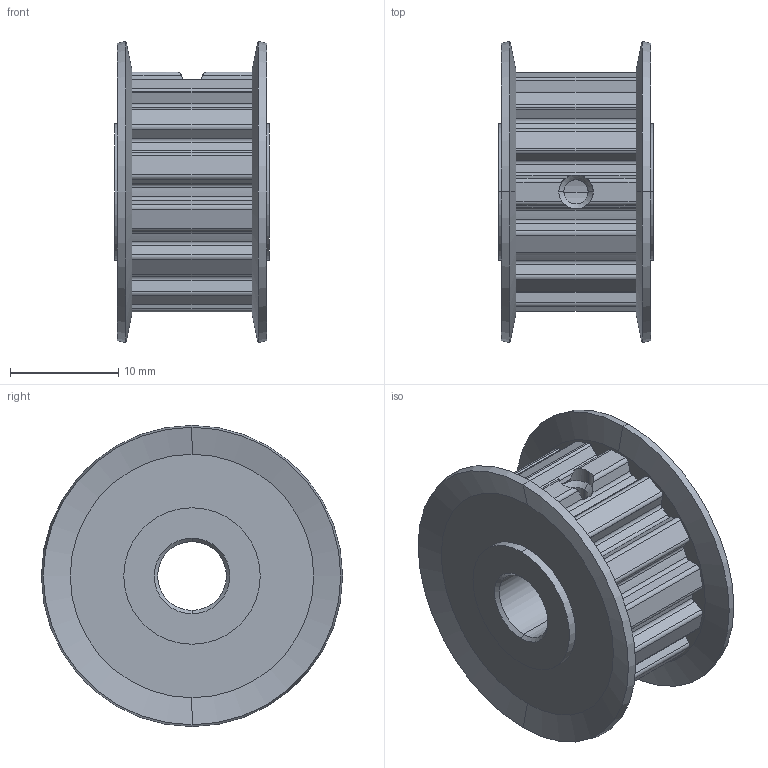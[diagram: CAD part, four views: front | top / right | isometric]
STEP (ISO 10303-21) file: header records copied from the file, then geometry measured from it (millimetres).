
FILE_DESCRIPTION (( 'STEP AP214' ), '1' );
FILE_NAME ('APB14XL037AF-250.step', '2015-04-08T21:03:32', ( '' ), ( '' ), 'SwSTEP 2.0', 'SolidWorks 2014', '' );
FILE_SCHEMA (( 'AUTOMOTIVE_DESIGN' ));
Length unit declared in the file: inch
Products named in the file (1): APB14XL037AF-250
Bounding box: 14.3 x 27.79 x 27.79 mm (x, y, z)
Volume: 4501.3 mm3; surface area: 3222.9 mm2
Topology: 1 solids, 1 shells, 174 faces, 493 edges, 322 vertices
Faces by surface type: cylinder 101, plane 53, cone 20
Entity records: 5891 total; most frequent: CARTESIAN_POINT 1203, DIRECTION 1015, ORIENTED_EDGE 986, EDGE_CURVE 493, AXIS2_PLACEMENT_3D 382, VERTEX_POINT 322, LINE 251, VECTOR 251
